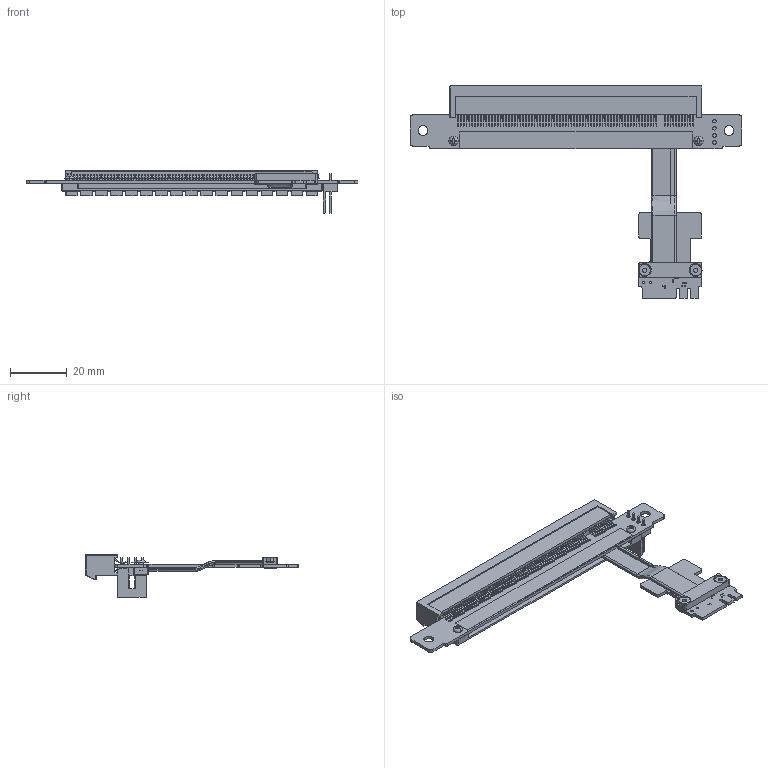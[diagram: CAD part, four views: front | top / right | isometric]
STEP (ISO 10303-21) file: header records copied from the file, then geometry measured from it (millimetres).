
FILE_DESCRIPTION(('Open CASCADE Model'),'2;1');
FILE_NAME('Open CASCADE Shape Model','2020-03-21T02:39:44',('Author'),( 'Open CASCADE'),'Open CASCADE STEP processor 6.8','Open CASCADE 6.8' ,'Unknown');
FILE_SCHEMA(('AUTOMOTIVE_DESIGN { 1 0 10303 214 1 1 1 1 }'));
Length unit declared in the file: millimetre
Products named in the file (40): PCB; Board; Open CASCADE STEP translator 6.8 7.1.1; Free-Models; G0030_RGB9411503; Hexagon_nut_ISO_4032_(DIN_934)_-_M2_RGB9411503; RP55S-PAD; Tape14x5_RGB0; G0033_RGB9411503; AAA-PCI-014-K06_3D_RGB4404530; tape-3P_RGB0; RP33S-PAD; c-171825-4-y-3d_RGB12967653; cable13pin-43q_RGB4078660
Assembly tree (44 placements, depth 3):
  PCB
    Board
      Open CASCADE STEP translator 6.8 7.1.1
    Free-Models
      G0030_RGB9411503  x2
      Hexagon_nut_ISO_4032_(DIN_934)_-_M2_RGB9411503  x4
      RP55S-PAD
      Tape14x5_RGB0
      G0033_RGB9411503  x2
      AAA-PCI-014-K06_3D_RGB4404530
      tape-3P_RGB0
      RP33S-PAD
      c-171825-4-y-3d_RGB12967653
      cable13pin-43q_RGB4078660
      cable13pin-43q_RGB4078660
      cable13pin-43q_RGB4078660
      cable13pin-43q_RGB4078660
      cable13pin-43q_RGB4078660
      cable13pin-43q_RGB4078660
      cable13pin-43q_RGB4078660
      cable13pin-43q_RGB4078660
      cable13pin-43q_RGB4078660
      cable13pin-43q_RGB4078660
      cable13pin-43q_RGB4078660
      cable13pin-43q_RGB4078660
      cable13pin-43q_RGB4078660
      cable13pin-43q_RGB4078660
      cable13pin-43q_RGB4078660
      cable13pin-43q_RGB4078660
      cable13pin-43q_RGB4078660
      cable13pin-43q_RGB4078660
      cable13pin-43q_RGB4078660
      cable13pin-43q_RGB4078660
      cable13pin-43q_RGB4078660
      cable13pin-43q_RGB4078660
      cable13pin-43q_RGB4078660
      cable13pin-43q_RGB4078660
      cable13pin-43q_RGB4078660
      cable13pin-43q_RGB4078660
      cable13pin-43q_RGB4078660
Bounding box: 117.05 x 74.85 x 14.97 mm (x, y, z)
Volume: 8911.3 mm3; surface area: 16563.1 mm2
Topology: 42 solids, 42 shells, 7587 faces, 18811 edges, 11493 vertices
Faces by surface type: plane 4077, cylinder 2408, bspline 1024, cone 48, torus 26, revolution 4
Full cylindrical faces by diameter (mm): 0.254 x16, 0.4 x65, 0.6 x140, 0.9 x2, 1.2 x4, 2.2 x8, 3.5 x2, 4.8 x2
Entity records: 297224 total; most frequent: CARTESIAN_POINT 61481, ORIENTED_EDGE 37010, DIRECTION 31076, EDGE_CURVE 18505, LINE 13190, VECTOR 13190, VERTEX_POINT 11306, AXIS2_PLACEMENT_3D 8942
